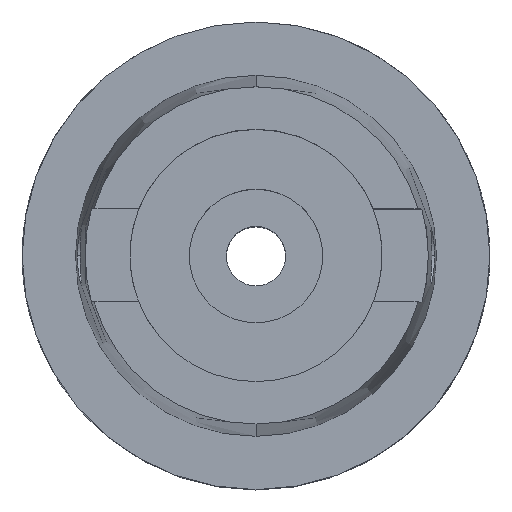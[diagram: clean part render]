
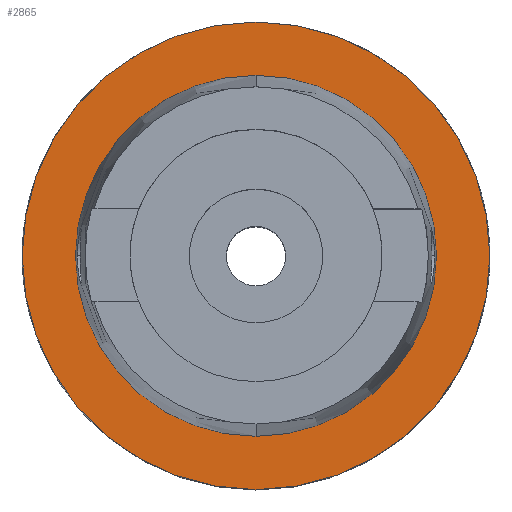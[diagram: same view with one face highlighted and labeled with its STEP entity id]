
A CAD part, top view. The second image highlights one B-rep face of the part: STEP entity #2865.
In plain terms, the highlighted planar face has unit normal (0, 0, 1).
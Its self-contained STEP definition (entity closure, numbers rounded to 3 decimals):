
#591=CARTESIAN_POINT('',(0.,0.,0.));
#592=DIRECTION('',(0.,0.,-1.));
#593=DIRECTION('',(0.,-1.,0.));
#594=AXIS2_PLACEMENT_3D('',#591,#592,#593);
#599=CARTESIAN_POINT('',(0.,0.,0.));
#600=DIRECTION('',(0.,0.,-1.));
#601=DIRECTION('',(0.,1.,0.));
#602=AXIS2_PLACEMENT_3D('',#599,#600,#601);
#607=CARTESIAN_POINT('',(0.,0.,0.));
#608=DIRECTION('',(0.,0.,1.));
#609=DIRECTION('',(0.,-1.,0.));
#610=AXIS2_PLACEMENT_3D('',#607,#608,#609);
#615=CARTESIAN_POINT('',(0.,0.,0.));
#616=DIRECTION('',(0.,0.,1.));
#617=DIRECTION('',(0.,1.,0.));
#618=AXIS2_PLACEMENT_3D('',#615,#616,#617);
#2221=CARTESIAN_POINT('',(0.,24.315,0.));
#2222=VERTEX_POINT('',#2221);
#2223=CARTESIAN_POINT('',(0.,-24.315,0.));
#2224=VERTEX_POINT('',#2223);
#2227=CARTESIAN_POINT('',(0.,-31.5,0.));
#2228=CARTESIAN_POINT('',(0.,31.5,0.));
#2229=VERTEX_POINT('',#2227);
#2230=VERTEX_POINT('',#2228);
#2850=CARTESIAN_POINT('',(0.,0.,0.));
#2851=DIRECTION('',(0.,0.,-1.));
#2852=DIRECTION('',(0.,-1.,0.));
#2853=AXIS2_PLACEMENT_3D('',#2850,#2851,#2852);
#2854=PLANE('',#2853);
#2856=ORIENTED_EDGE('',*,*,#2855,.T.);
#2858=ORIENTED_EDGE('',*,*,#2857,.T.);
#2859=EDGE_LOOP('',(#2856,#2858));
#2860=FACE_OUTER_BOUND('',#2859,.F.);
#2861=ORIENTED_EDGE('',*,*,#2838,.T.);
#2862=ORIENTED_EDGE('',*,*,#2775,.T.);
#2863=EDGE_LOOP('',(#2861,#2862));
#2864=FACE_BOUND('',#2863,.F.);
#595=CIRCLE('',#594,31.5);
#603=CIRCLE('',#602,31.5);
#611=CIRCLE('',#610,24.315);
#619=CIRCLE('',#618,24.315);
#2775=EDGE_CURVE('',#2222,#2224,#619,.T.);
#2838=EDGE_CURVE('',#2224,#2222,#611,.T.);
#2855=EDGE_CURVE('',#2229,#2230,#595,.T.);
#2857=EDGE_CURVE('',#2230,#2229,#603,.T.);
#2865=ADVANCED_FACE('',(#2860,#2864),#2854,.F.);
